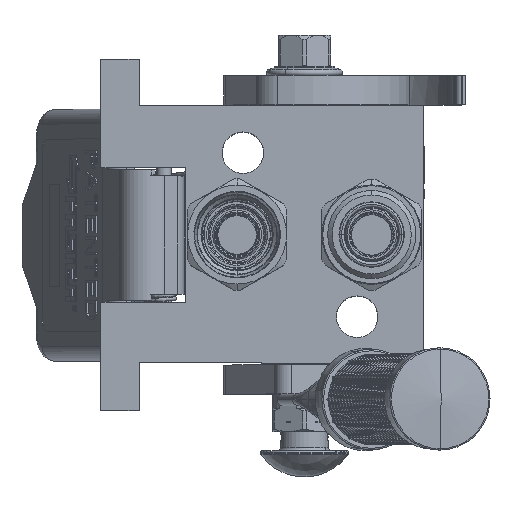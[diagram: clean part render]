
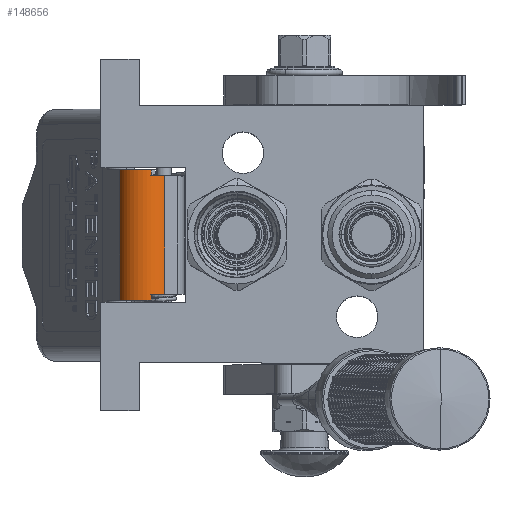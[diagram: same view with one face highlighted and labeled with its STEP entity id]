
A CAD part, top view. The second image highlights one B-rep face of the part: STEP entity #148656.
In plain terms, the highlighted cylindrical face has radius 9.5 mm (diameter 19 mm), a partial arc.
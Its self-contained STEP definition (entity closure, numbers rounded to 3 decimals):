
#156 = EDGE_CURVE ( 'NONE', #118446, #80567, #65223, .T. ) ;
#3369 = EDGE_LOOP ( 'NONE', ( #157160, #27601, #44448, #164848, #101462, #99641, #47712, #168057 ) ) ;
#8531 = CARTESIAN_POINT ( 'NONE',  ( -20.25, -5.154, -56.269 ) ) ;
#9193 = AXIS2_PLACEMENT_3D ( 'NONE', #131535, #70969, #57714 ) ;
#10998 = DIRECTION ( 'NONE',  ( 1., 0., 0. ) ) ;
#13205 = DIRECTION ( 'NONE',  ( 0., 0.158, -0.987 ) ) ;
#17007 = VERTEX_POINT ( 'NONE', #27851 ) ;
#23172 = CARTESIAN_POINT ( 'NONE',  ( -22.25, 8., -47.5 ) ) ;
#25236 = CARTESIAN_POINT ( 'NONE',  ( 22.25, 8., -47.5 ) ) ;
#25595 = LINE ( 'NONE', #23172, #141172 ) ;
#25854 = AXIS2_PLACEMENT_3D ( 'NONE', #27707, #119285, #13205 ) ;
#27601 = ORIENTED_EDGE ( 'NONE', *, *, #137907, .T. ) ;
#27707 = CARTESIAN_POINT ( 'NONE',  ( -22.25, -1.5, -47.5 ) ) ;
#27851 = CARTESIAN_POINT ( 'NONE',  ( -22.25, 8., -47.5 ) ) ;
#44448 = ORIENTED_EDGE ( 'NONE', *, *, #161428, .F. ) ;
#44693 = CIRCLE ( 'NONE', #52210, 9.5 ) ;
#45826 = LINE ( 'NONE', #65011, #109342 ) ;
#45972 = CARTESIAN_POINT ( 'NONE',  ( -20.25, -1.5, -47.5 ) ) ;
#47712 = ORIENTED_EDGE ( 'NONE', *, *, #60863, .F. ) ;
#47733 = FACE_OUTER_BOUND ( 'NONE', #3369, .T. ) ;
#52210 = AXIS2_PLACEMENT_3D ( 'NONE', #45972, #151476, #76319 ) ;
#53188 = CIRCLE ( 'NONE', #173675, 9.5 ) ;
#53263 = VECTOR ( 'NONE', #86067, 1000. ) ;
#54372 = CARTESIAN_POINT ( 'NONE',  ( 20.25, -1.5, -47.5 ) ) ;
#56493 = AXIS2_PLACEMENT_3D ( 'NONE', #54372, #159905, #86614 ) ;
#57714 = DIRECTION ( 'NONE',  ( 0., -1., 0. ) ) ;
#58152 = DIRECTION ( 'NONE',  ( 1., 0., 0. ) ) ;
#60863 = EDGE_CURVE ( 'NONE', #80567, #160089, #45826, .T. ) ;
#62301 = EDGE_CURVE ( 'NONE', #184135, #118446, #180609, .T. ) ;
#65011 = CARTESIAN_POINT ( 'NONE',  ( 20.25, 0., -56.881 ) ) ;
#65223 = CIRCLE ( 'NONE', #56493, 9.5 ) ;
#66654 = CYLINDRICAL_SURFACE ( 'NONE', #9193, 9.5 ) ;
#70969 = DIRECTION ( 'NONE',  ( -1., 0., 0. ) ) ;
#76319 = DIRECTION ( 'NONE',  ( 0., -0.385, -0.923 ) ) ;
#80567 = VERTEX_POINT ( 'NONE', #94421 ) ;
#86067 = DIRECTION ( 'NONE',  ( 1., 0., 0. ) ) ;
#86614 = DIRECTION ( 'NONE',  ( 0., -0.385, -0.923 ) ) ;
#93377 = DIRECTION ( 'NONE',  ( 1., 0., 0. ) ) ;
#94421 = CARTESIAN_POINT ( 'NONE',  ( 20.25, 0., -56.881 ) ) ;
#99641 = ORIENTED_EDGE ( 'NONE', *, *, #156827, .F. ) ;
#101462 = ORIENTED_EDGE ( 'NONE', *, *, #138704, .T. ) ;
#108459 = CARTESIAN_POINT ( 'NONE',  ( 22.25, 0., -56.881 ) ) ;
#109342 = VECTOR ( 'NONE', #93377, 1000. ) ;
#113469 = DIRECTION ( 'NONE',  ( 1., 0., 0. ) ) ;
#115033 = CARTESIAN_POINT ( 'NONE',  ( -20.25, -5.154, -56.269 ) ) ;
#118075 = DIRECTION ( 'NONE',  ( 0., 0.158, -0.987 ) ) ;
#118446 = VERTEX_POINT ( 'NONE', #152595 ) ;
#119285 = DIRECTION ( 'NONE',  ( 1., 0., 0. ) ) ;
#130185 = EDGE_CURVE ( 'NONE', #188128, #17007, #188505, .T. ) ;
#131535 = CARTESIAN_POINT ( 'NONE',  ( -22.25, -1.5, -47.5 ) ) ;
#137448 = VECTOR ( 'NONE', #10998, 1000. ) ;
#137907 = EDGE_CURVE ( 'NONE', #184135, #156015, #44693, .T. ) ;
#138704 = EDGE_CURVE ( 'NONE', #17007, #183038, #25595, .T. ) ;
#141172 = VECTOR ( 'NONE', #113469, 1000. ) ;
#141940 = LINE ( 'NONE', #174603, #137448 ) ;
#148656 = ADVANCED_FACE ( 'NONE', ( #47733 ), #66654, .T. ) ;
#151476 = DIRECTION ( 'NONE',  ( 1., 0., 0. ) ) ;
#152595 = CARTESIAN_POINT ( 'NONE',  ( 20.25, -5.154, -56.269 ) ) ;
#156015 = VERTEX_POINT ( 'NONE', #189575 ) ;
#156827 = EDGE_CURVE ( 'NONE', #160089, #183038, #53188, .T. ) ;
#157160 = ORIENTED_EDGE ( 'NONE', *, *, #62301, .F. ) ;
#159905 = DIRECTION ( 'NONE',  ( 1., 0., 0. ) ) ;
#160089 = VERTEX_POINT ( 'NONE', #108459 ) ;
#161428 = EDGE_CURVE ( 'NONE', #188128, #156015, #141940, .T. ) ;
#164848 = ORIENTED_EDGE ( 'NONE', *, *, #130185, .T. ) ;
#168057 = ORIENTED_EDGE ( 'NONE', *, *, #156, .F. ) ;
#169139 = CARTESIAN_POINT ( 'NONE',  ( -22.25, 0., -56.881 ) ) ;
#173675 = AXIS2_PLACEMENT_3D ( 'NONE', #194629, #58152, #118075 ) ;
#174603 = CARTESIAN_POINT ( 'NONE',  ( -22.25, 0., -56.881 ) ) ;
#180609 = LINE ( 'NONE', #115033, #53263 ) ;
#183038 = VERTEX_POINT ( 'NONE', #25236 ) ;
#184135 = VERTEX_POINT ( 'NONE', #8531 ) ;
#188128 = VERTEX_POINT ( 'NONE', #169139 ) ;
#188505 = CIRCLE ( 'NONE', #25854, 9.5 ) ;
#189575 = CARTESIAN_POINT ( 'NONE',  ( -20.25, 0., -56.881 ) ) ;
#194629 = CARTESIAN_POINT ( 'NONE',  ( 22.25, -1.5, -47.5 ) ) ;
